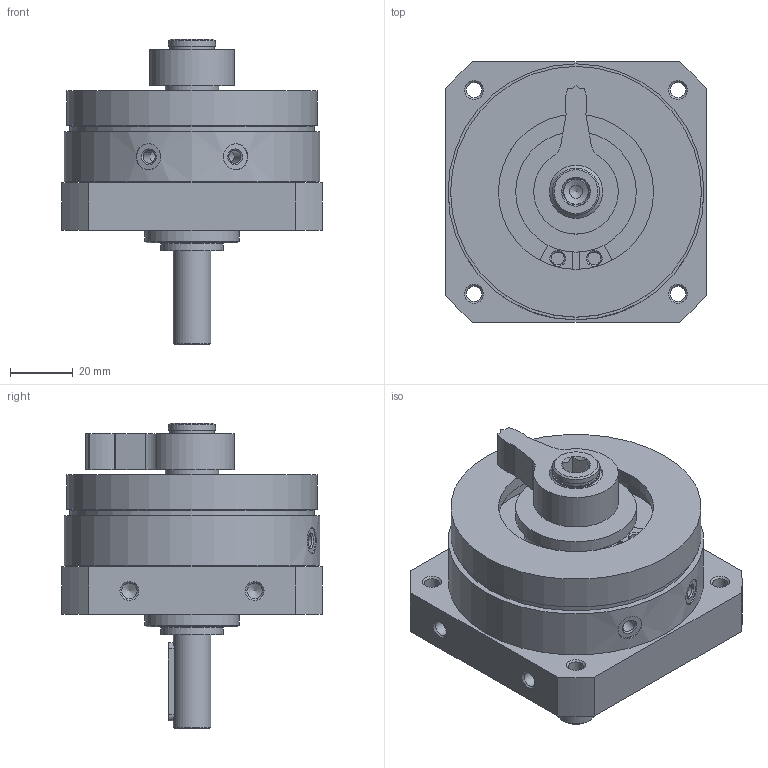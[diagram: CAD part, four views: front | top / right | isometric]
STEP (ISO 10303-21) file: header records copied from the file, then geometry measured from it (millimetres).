
FILE_DESCRIPTION(/* description */ ('STEP AP214'),/* implementation_level */ '2;1');
FILE_NAME(/* name */ '547593_DSM-25-270-A-B',/* time_stamp */ '2024-08-21T18:18:38+02:00',/* author */ ('License CC BY-ND 4.0'),/* organization */ ('CADENAS'),/* preprocessor_version */ 'ST-DEVELOPER v19.3',/* originating_system */ 'PARTsolutions',/* authorisation */ ' ');
FILE_SCHEMA (('AUTOMOTIVE_DESIGN {1 0 10303 214 3 1 1}'));
Length unit declared in the file: millimetre
Products named in the file (4): 547593 DSM-25-270-A-B--(0); 547593 DSM-25-270-A-B_G---(B); 256913 DSM-25_NS; 547593 DSM-25-270-A-B_K---(B)
Assembly tree (4 placements, depth 2):
  547593 DSM-25-270-A-B--(0)
    547593 DSM-25-270-A-B_G---(B)
    256913 DSM-25_NS  x2
    547593 DSM-25-270-A-B_K---(B)
Bounding box: 83 x 83 x 97.5 mm (x, y, z)
Volume: 239184.7 mm3; surface area: 53005 mm2
Topology: 4 solids, 4 shells, 162 faces, 368 edges, 233 vertices
Faces by surface type: cylinder 65, plane 56, cone 40, torus 1
Full cylindrical faces by diameter (mm): 3.242 x1, 4.134 x5, 4.3 x1, 4.917 x10, 8.3 x2, 12 x1, 14.3 x1, 15 x2, 17 x3, 20 x1, 30 x1, 32 x1, 38.5 x1, 49.5 x1, 58 x1, 64.4 x1, 78 x1, 80 x1, 81.65 x1
Entity records: 3849 total; most frequent: DIRECTION 683, CARTESIAN_POINT 669, ORIENTED_EDGE 486, AXIS2_PLACEMENT_3D 296, FACE_BOUND 265, EDGE_LOOP 255, EDGE_CURVE 243, VERTEX_POINT 204
